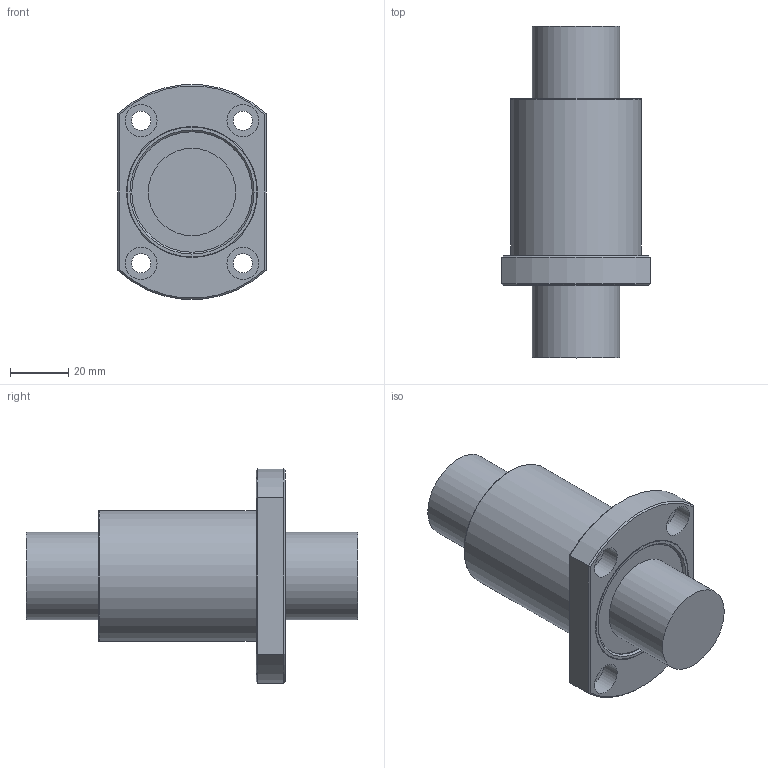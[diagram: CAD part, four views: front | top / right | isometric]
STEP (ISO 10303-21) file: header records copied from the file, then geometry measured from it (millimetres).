
FILE_DESCRIPTION((''),'2;1');
FILE_NAME('LMH30.stp','2013-02-05T13:17:04',('user2'),(''),'Autodesk Inventor 2012','Autodesk Inventor 2012','');
FILE_SCHEMA(('AUTOMOTIVE_DESIGN { 1 0 10303 214 1 1 1 1 }'));
Length unit declared in the file: millimetre
Products named in the file (1): LMH30
Bounding box: 51 x 114 x 73.74 mm (x, y, z)
Volume: 151513 mm3; surface area: 22573.7 mm2
Topology: 1 solids, 1 shells, 42 faces, 80 edges, 50 vertices
Faces by surface type: plane 18, cylinder 16, cone 6, torus 2
Full cylindrical faces by diameter (mm): 6.6 x4, 11 x4, 30 x2, 41.4 x2, 45 x2
Entity records: 998 total; most frequent: DIRECTION 178, CARTESIAN_POINT 167, ORIENTED_EDGE 120, AXIS2_PLACEMENT_3D 83, EDGE_LOOP 78, EDGE_CURVE 60, VERTEX_POINT 48, FACE_OUTER_BOUND 42
